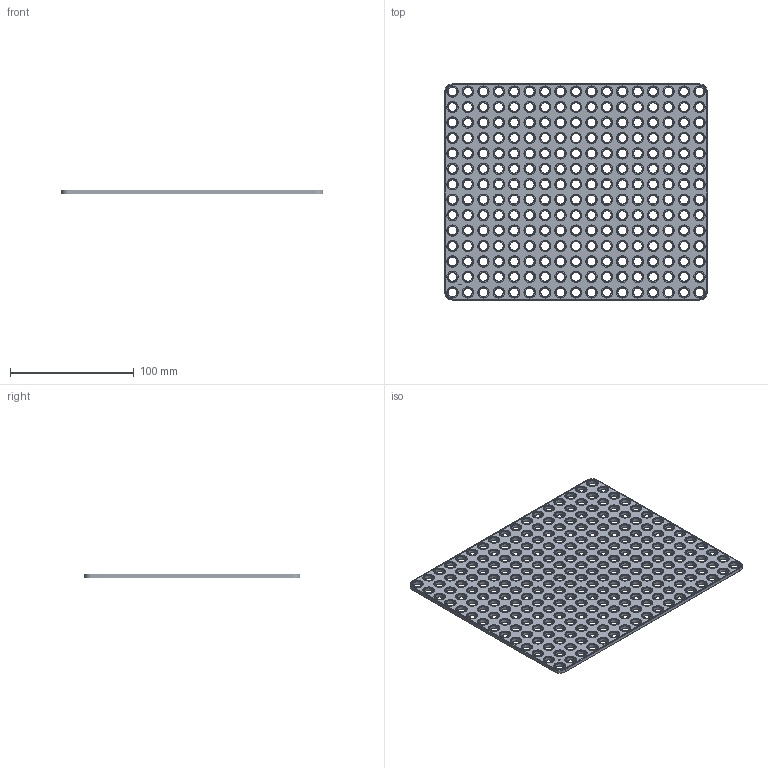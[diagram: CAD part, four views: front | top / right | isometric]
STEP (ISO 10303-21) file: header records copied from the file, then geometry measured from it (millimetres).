
FILE_DESCRIPTION(('FreeCAD Model'),'2;1');
FILE_NAME('Open CASCADE Shape Model','2024-10-08T23:47:55',(''),(''), 'Open CASCADE STEP processor 7.7','FreeCAD','Unknown');
FILE_SCHEMA(('AUTOMOTIVE_DESIGN { 1 0 10303 214 1 1 1 1 }'));
Length unit declared in the file: millimetre
Products named in the file (1): Plate RCT CRNR BU17x14x00.25 - SPN-PLT-0202 (stemfie.org)
Bounding box: 212.5 x 175 x 3.12 mm (x, y, z)
Volume: 82785.4 mm3; surface area: 74209.5 mm2
Topology: 1 solids, 1 shells, 1672 faces, 3708 edges, 2308 vertices
Faces by surface type: plane 558, cylinder 484, cone 484, extrusion 146
Full cylindrical faces by diameter (mm): 7 x238, 9.2 x238
Entity records: 47530 total; most frequent: CARTESIAN_POINT 8881, DIRECTION 8068, ORIENTED_EDGE 7416, EDGE_CURVE 3708, AXIS2_PLACEMENT_3D 2979, FACE_BOUND 2418, EDGE_LOOP 2418, VERTEX_POINT 2308
